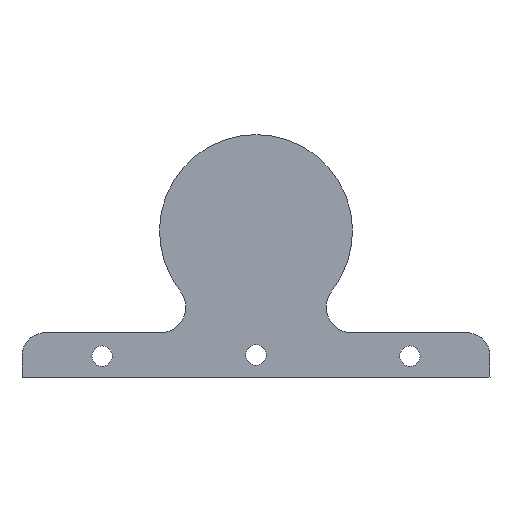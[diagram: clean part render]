
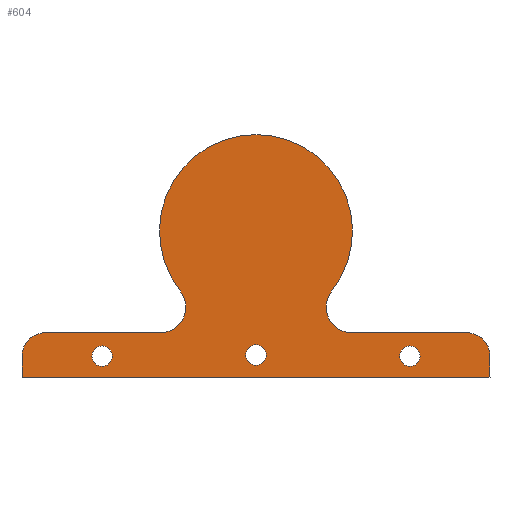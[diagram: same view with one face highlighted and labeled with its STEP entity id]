
A CAD part, left-side view. The second image highlights one B-rep face of the part: STEP entity #604.
In plain terms, the highlighted planar face has unit normal (-1, 0, 0).
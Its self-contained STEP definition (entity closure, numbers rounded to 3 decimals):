
#27=FACE_BOUND('',#130,.T.);
#28=FACE_BOUND('',#131,.T.);
#29=FACE_BOUND('',#132,.T.);
#46=PLANE('',#691);
#81=FACE_OUTER_BOUND('',#129,.T.);
#129=EDGE_LOOP('',(#525,#526,#527,#528,#529,#530,#531,#532,#533,#534,#535,
#536,#537,#538));
#130=EDGE_LOOP('',(#539));
#131=EDGE_LOOP('',(#540));
#132=EDGE_LOOP('',(#541));
#142=LINE('',#903,#184);
#145=LINE('',#915,#187);
#159=LINE('',#997,#201);
#163=LINE('',#1006,#205);
#168=LINE('',#1020,#210);
#172=LINE('',#1034,#214);
#178=LINE('',#1051,#220);
#184=VECTOR('',#710,10.);
#187=VECTOR('',#721,10.);
#201=VECTOR('',#821,10.);
#205=VECTOR('',#827,10.);
#210=VECTOR('',#840,10.);
#214=VECTOR('',#858,10.);
#220=VECTOR('',#878,10.);
#222=CIRCLE('',#623,4.55);
#225=CIRCLE('',#628,4.55);
#226=CIRCLE('',#631,16.5);
#237=CIRCLE('',#649,1.75);
#238=CIRCLE('',#651,1.75);
#239=CIRCLE('',#653,1.75);
#250=CIRCLE('',#675,4.);
#253=CIRCLE('',#680,4.35);
#255=CIRCLE('',#683,4.35);
#258=CIRCLE('',#690,4.);
#260=VERTEX_POINT('',#890);
#261=VERTEX_POINT('',#891);
#265=VERTEX_POINT('',#901);
#268=VERTEX_POINT('',#908);
#269=VERTEX_POINT('',#910);
#270=VERTEX_POINT('',#914);
#281=VERTEX_POINT('',#950);
#282=VERTEX_POINT('',#954);
#283=VERTEX_POINT('',#958);
#294=VERTEX_POINT('',#995);
#295=VERTEX_POINT('',#996);
#298=VERTEX_POINT('',#1004);
#299=VERTEX_POINT('',#1005);
#302=VERTEX_POINT('',#1013);
#304=VERTEX_POINT('',#1019);
#307=VERTEX_POINT('',#1030);
#311=VERTEX_POINT('',#1047);
#313=EDGE_CURVE('',#260,#261,#222,.F.);
#319=EDGE_CURVE('',#261,#265,#142,.T.);
#322=EDGE_CURVE('',#268,#269,#225,.T.);
#324=EDGE_CURVE('',#270,#269,#145,.T.);
#327=EDGE_CURVE('',#268,#260,#226,.T.);
#342=EDGE_CURVE('',#281,#281,#237,.T.);
#344=EDGE_CURVE('',#282,#282,#238,.T.);
#346=EDGE_CURVE('',#283,#283,#239,.T.);
#362=EDGE_CURVE('',#294,#295,#159,.T.);
#366=EDGE_CURVE('',#298,#299,#163,.T.);
#370=EDGE_CURVE('',#299,#302,#250,.T.);
#373=EDGE_CURVE('',#302,#304,#168,.T.);
#377=EDGE_CURVE('',#304,#265,#253,.T.);
#379=EDGE_CURVE('',#270,#307,#255,.T.);
#381=EDGE_CURVE('',#295,#298,#172,.T.);
#388=EDGE_CURVE('',#311,#294,#258,.T.);
#390=EDGE_CURVE('',#307,#311,#178,.T.);
#525=ORIENTED_EDGE('',*,*,#388,.F.);
#526=ORIENTED_EDGE('',*,*,#390,.F.);
#527=ORIENTED_EDGE('',*,*,#379,.F.);
#528=ORIENTED_EDGE('',*,*,#324,.T.);
#529=ORIENTED_EDGE('',*,*,#322,.F.);
#530=ORIENTED_EDGE('',*,*,#327,.T.);
#531=ORIENTED_EDGE('',*,*,#313,.T.);
#532=ORIENTED_EDGE('',*,*,#319,.T.);
#533=ORIENTED_EDGE('',*,*,#377,.F.);
#534=ORIENTED_EDGE('',*,*,#373,.F.);
#535=ORIENTED_EDGE('',*,*,#370,.F.);
#536=ORIENTED_EDGE('',*,*,#366,.F.);
#537=ORIENTED_EDGE('',*,*,#381,.F.);
#538=ORIENTED_EDGE('',*,*,#362,.F.);
#539=ORIENTED_EDGE('',*,*,#342,.T.);
#540=ORIENTED_EDGE('',*,*,#344,.T.);
#541=ORIENTED_EDGE('',*,*,#346,.T.);
#604=ADVANCED_FACE('',(#81,#27,#28,#29),#46,.F.);
#623=AXIS2_PLACEMENT_3D('',#892,#700,#701);
#628=AXIS2_PLACEMENT_3D('',#911,#716,#717);
#631=AXIS2_PLACEMENT_3D('',#920,#726,#727);
#649=AXIS2_PLACEMENT_3D('',#952,#766,#767);
#651=AXIS2_PLACEMENT_3D('',#956,#771,#772);
#653=AXIS2_PLACEMENT_3D('',#960,#776,#777);
#675=AXIS2_PLACEMENT_3D('',#1014,#833,#834);
#680=AXIS2_PLACEMENT_3D('',#1026,#847,#848);
#683=AXIS2_PLACEMENT_3D('',#1031,#853,#854);
#690=AXIS2_PLACEMENT_3D('',#1048,#873,#874);
#691=AXIS2_PLACEMENT_3D('',#1050,#876,#877);
#700=DIRECTION('center_axis',(-1.,0.,0.));
#701=DIRECTION('ref_axis',(0.,1.,0.));
#710=DIRECTION('',(0.,0.,-1.));
#716=DIRECTION('center_axis',(-1.,0.,0.));
#717=DIRECTION('ref_axis',(0.,-1.,0.));
#721=DIRECTION('',(0.,0.,1.));
#726=DIRECTION('center_axis',(-1.,0.,0.));
#727=DIRECTION('ref_axis',(0.,1.,0.));
#766=DIRECTION('center_axis',(1.,0.,0.));
#767=DIRECTION('ref_axis',(0.,1.,0.));
#771=DIRECTION('center_axis',(1.,0.,0.));
#772=DIRECTION('ref_axis',(0.,1.,0.));
#776=DIRECTION('center_axis',(1.,0.,0.));
#777=DIRECTION('ref_axis',(0.,1.,0.));
#821=DIRECTION('',(0.,-0.001,-1.));
#827=DIRECTION('',(0.,-0.001,1.));
#833=DIRECTION('center_axis',(1.,0.,0.));
#834=DIRECTION('ref_axis',(0.,0.065,0.998));
#840=DIRECTION('',(0.,-1.,0.));
#847=DIRECTION('center_axis',(-1.,0.,0.));
#848=DIRECTION('ref_axis',(0.,-0.707,-0.707));
#853=DIRECTION('center_axis',(-1.,0.,0.));
#854=DIRECTION('ref_axis',(0.,0.707,-0.707));
#858=DIRECTION('',(0.,1.,0.));
#873=DIRECTION('center_axis',(1.,0.,0.));
#874=DIRECTION('ref_axis',(0.,-1.,0.022));
#876=DIRECTION('center_axis',(1.,0.,0.));
#877=DIRECTION('ref_axis',(0.,1.,0.));
#878=DIRECTION('',(0.,-1.,0.));
#890=CARTESIAN_POINT('',(239.,58.012,49.402));
#891=CARTESIAN_POINT('',(239.,57.04,46.59));
#892=CARTESIAN_POINT('Origin',(239.,61.59,46.59));
#901=CARTESIAN_POINT('',(239.,57.04,46.58));
#903=CARTESIAN_POINT('',(239.,57.04,75.47));
#908=CARTESIAN_POINT('',(239.,32.067,49.402));
#910=CARTESIAN_POINT('',(239.,33.04,46.59));
#911=CARTESIAN_POINT('Origin',(239.,28.49,46.59));
#914=CARTESIAN_POINT('',(239.,33.04,46.58));
#915=CARTESIAN_POINT('',(239.,33.04,42.23));
#920=CARTESIAN_POINT('Origin',(239.,45.04,59.598));
#950=CARTESIAN_POINT('',(239.,69.596,38.23));
#952=CARTESIAN_POINT('Origin',(239.,71.346,38.23));
#954=CARTESIAN_POINT('',(239.,43.29,38.411));
#956=CARTESIAN_POINT('Origin',(239.,45.04,38.411));
#958=CARTESIAN_POINT('',(239.,16.984,38.23));
#960=CARTESIAN_POINT('Origin',(239.,18.734,38.23));
#995=CARTESIAN_POINT('',(239.,5.041,38.318));
#996=CARTESIAN_POINT('',(239.,5.038,34.597));
#997=CARTESIAN_POINT('',(239.,5.041,38.732));
#1004=CARTESIAN_POINT('',(239.,85.041,34.597));
#1005=CARTESIAN_POINT('',(239.,85.039,38.318));
#1006=CARTESIAN_POINT('',(239.,85.037,40.593));
#1013=CARTESIAN_POINT('',(239.,81.302,42.221));
#1014=CARTESIAN_POINT('Origin',(239.,81.04,38.23));
#1019=CARTESIAN_POINT('',(239.,61.39,42.23));
#1020=CARTESIAN_POINT('',(239.,53.214,42.234));
#1026=CARTESIAN_POINT('Origin',(239.,61.39,46.58));
#1030=CARTESIAN_POINT('',(239.,28.69,42.23));
#1031=CARTESIAN_POINT('Origin',(239.,28.69,46.58));
#1034=CARTESIAN_POINT('',(239.,45.039,34.597));
#1047=CARTESIAN_POINT('',(239.,8.778,42.221));
#1048=CARTESIAN_POINT('Origin',(239.,9.039,38.23));
#1050=CARTESIAN_POINT('Origin',(239.,58.345,45.199));
#1051=CARTESIAN_POINT('',(239.,26.909,42.229));
